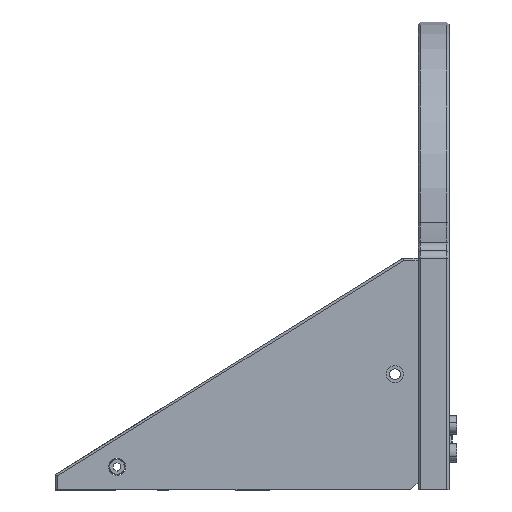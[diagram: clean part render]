
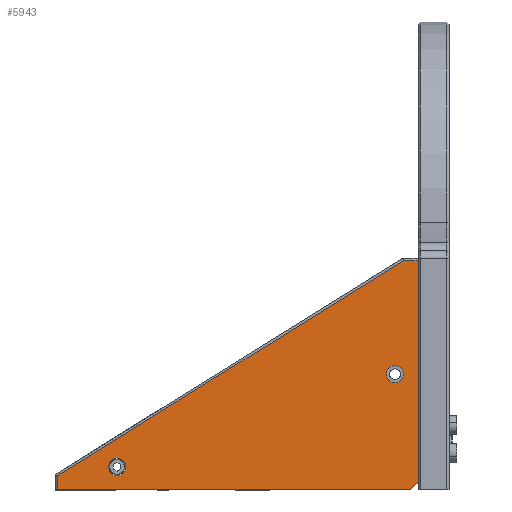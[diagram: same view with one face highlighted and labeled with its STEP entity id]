
A CAD part, front view. The second image highlights one B-rep face of the part: STEP entity #5943.
In plain terms, the highlighted planar face has unit normal (0, -1, 0).
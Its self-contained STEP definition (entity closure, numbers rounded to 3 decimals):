
#276 = CIRCLE ( 'NONE', #451, 5.5 ) ;
#341 = CARTESIAN_POINT ( 'NONE',  ( -518.02, -165., -173.066 ) ) ;
#451 = AXIS2_PLACEMENT_3D ( 'NONE', #8199, #3209, #9807 ) ;
#595 = LINE ( 'NONE', #7700, #5288 ) ;
#935 = CARTESIAN_POINT ( 'NONE',  ( -294.091, -165., -24.566 ) ) ;
#1073 = VERTEX_POINT ( 'NONE', #4576 ) ;
#1092 = EDGE_CURVE ( 'NONE', #1073, #1164, #1418, .T. ) ;
#1150 = ORIENTED_EDGE ( 'NONE', *, *, #4459, .F. ) ;
#1164 = VERTEX_POINT ( 'NONE', #935 ) ;
#1197 = EDGE_CURVE ( 'NONE', #9826, #2630, #276, .T. ) ;
#1373 = DIRECTION ( 'NONE',  ( -1., 0., 0. ) ) ;
#1418 = LINE ( 'NONE', #8620, #3305 ) ;
#1514 = VECTOR ( 'NONE', #4694, 1000. ) ;
#1581 = EDGE_CURVE ( 'NONE', #3525, #8924, #4324, .T. ) ;
#1626 = LINE ( 'NONE', #6513, #5040 ) ;
#1692 = CARTESIAN_POINT ( 'NONE',  ( -289.52, -165., -173.066 ) ) ;
#1783 = EDGE_CURVE ( 'NONE', #3356, #7978, #2235, .T. ) ;
#1900 = EDGE_CURVE ( 'NONE', #2630, #9826, #9695, .T. ) ;
#2067 = CARTESIAN_POINT ( 'NONE',  ( -299.52, -165., -98.066 ) ) ;
#2131 = CARTESIAN_POINT ( 'NONE',  ( -519.52, -165., -173.066 ) ) ;
#2160 = EDGE_LOOP ( 'NONE', ( #3134, #9331 ) ) ;
#2235 = LINE ( 'NONE', #5394, #7359 ) ;
#2265 = FACE_BOUND ( 'NONE', #9356, .T. ) ;
#2344 = DIRECTION ( 'NONE',  ( 0., -1., 0. ) ) ;
#2630 = VERTEX_POINT ( 'NONE', #7047 ) ;
#2704 = CARTESIAN_POINT ( 'NONE',  ( -518.02, -165., -163.9 ) ) ;
#2942 = FACE_BOUND ( 'NONE', #2160, .T. ) ;
#2954 = CARTESIAN_POINT ( 'NONE',  ( -287.02, -165., -170.566 ) ) ;
#2974 = DIRECTION ( 'NONE',  ( 1., 0., 0. ) ) ;
#3038 = ORIENTED_EDGE ( 'NONE', *, *, #1581, .F. ) ;
#3134 = ORIENTED_EDGE ( 'NONE', *, *, #1900, .F. ) ;
#3209 = DIRECTION ( 'NONE',  ( 0., -1., 0. ) ) ;
#3305 = VECTOR ( 'NONE', #1373, 1000. ) ;
#3356 = VERTEX_POINT ( 'NONE', #2704 ) ;
#3525 = VERTEX_POINT ( 'NONE', #9269 ) ;
#3715 = VERTEX_POINT ( 'NONE', #1692 ) ;
#3781 = PLANE ( 'NONE',  #8430 ) ;
#3904 = DIRECTION ( 'NONE',  ( 1., 0., 0. ) ) ;
#3929 = EDGE_CURVE ( 'NONE', #1164, #3356, #1626, .T. ) ;
#4324 = CIRCLE ( 'NONE', #10178, 5.5 ) ;
#4459 = EDGE_CURVE ( 'NONE', #8924, #3525, #9393, .T. ) ;
#4484 = EDGE_CURVE ( 'NONE', #3715, #8548, #6907, .T. ) ;
#4543 = ORIENTED_EDGE ( 'NONE', *, *, #4484, .T. ) ;
#4576 = CARTESIAN_POINT ( 'NONE',  ( -284.52, -165., -24.566 ) ) ;
#4597 = DIRECTION ( 'NONE',  ( 0., 0., -1. ) ) ;
#4626 = ORIENTED_EDGE ( 'NONE', *, *, #1092, .T. ) ;
#4694 = DIRECTION ( 'NONE',  ( 0.707, 0., 0.707 ) ) ;
#4959 = CARTESIAN_POINT ( 'NONE',  ( -479.52, -165., -158.066 ) ) ;
#5040 = VECTOR ( 'NONE', #8042, 1000. ) ;
#5047 = AXIS2_PLACEMENT_3D ( 'NONE', #2067, #10139, #3904 ) ;
#5213 = EDGE_CURVE ( 'NONE', #7978, #3715, #7921, .T. ) ;
#5260 = DIRECTION ( 'NONE',  ( 1., 0., 0. ) ) ;
#5288 = VECTOR ( 'NONE', #9375, 1000. ) ;
#5300 = CARTESIAN_POINT ( 'NONE',  ( -294.02, -165., -98.066 ) ) ;
#5394 = CARTESIAN_POINT ( 'NONE',  ( -518.02, -165., -173.066 ) ) ;
#5473 = FACE_OUTER_BOUND ( 'NONE', #7669, .T. ) ;
#5612 = DIRECTION ( 'NONE',  ( 0., -1., 0. ) ) ;
#5751 = DIRECTION ( 'NONE',  ( 1., 0., 0. ) ) ;
#5943 = ADVANCED_FACE ( 'NONE', ( #2942, #2265, #5473 ), #3781, .T. ) ;
#6308 = CARTESIAN_POINT ( 'NONE',  ( -284.52, -165., -173.066 ) ) ;
#6397 = CARTESIAN_POINT ( 'NONE',  ( -299.52, -165., -98.066 ) ) ;
#6513 = CARTESIAN_POINT ( 'NONE',  ( -518.728, -165., -164.34 ) ) ;
#6517 = AXIS2_PLACEMENT_3D ( 'NONE', #4959, #2344, #5751 ) ;
#6907 = LINE ( 'NONE', #2954, #1514 ) ;
#7047 = CARTESIAN_POINT ( 'NONE',  ( -474.02, -165., -158.066 ) ) ;
#7359 = VECTOR ( 'NONE', #4597, 1000. ) ;
#7451 = ORIENTED_EDGE ( 'NONE', *, *, #9824, .T. ) ;
#7669 = EDGE_LOOP ( 'NONE', ( #10124, #9632, #8002, #4543, #7451, #4626 ) ) ;
#7700 = CARTESIAN_POINT ( 'NONE',  ( -284.52, -165., -173.066 ) ) ;
#7857 = CARTESIAN_POINT ( 'NONE',  ( -485.02, -165., -158.066 ) ) ;
#7921 = LINE ( 'NONE', #2131, #8586 ) ;
#7978 = VERTEX_POINT ( 'NONE', #341 ) ;
#8002 = ORIENTED_EDGE ( 'NONE', *, *, #5213, .T. ) ;
#8042 = DIRECTION ( 'NONE',  ( -0.849, 0., -0.528 ) ) ;
#8079 = DIRECTION ( 'NONE',  ( 1., 0., 0. ) ) ;
#8199 = CARTESIAN_POINT ( 'NONE',  ( -479.52, -165., -158.066 ) ) ;
#8430 = AXIS2_PLACEMENT_3D ( 'NONE', #6308, #8520, #5260 ) ;
#8520 = DIRECTION ( 'NONE',  ( 0., -1., 0. ) ) ;
#8548 = VERTEX_POINT ( 'NONE', #9653 ) ;
#8586 = VECTOR ( 'NONE', #2974, 1000. ) ;
#8620 = CARTESIAN_POINT ( 'NONE',  ( -294.52, -165., -24.566 ) ) ;
#8924 = VERTEX_POINT ( 'NONE', #5300 ) ;
#9269 = CARTESIAN_POINT ( 'NONE',  ( -305.02, -165., -98.066 ) ) ;
#9331 = ORIENTED_EDGE ( 'NONE', *, *, #1197, .F. ) ;
#9356 = EDGE_LOOP ( 'NONE', ( #1150, #3038 ) ) ;
#9375 = DIRECTION ( 'NONE',  ( 0., 0., 1. ) ) ;
#9393 = CIRCLE ( 'NONE', #5047, 5.5 ) ;
#9632 = ORIENTED_EDGE ( 'NONE', *, *, #1783, .T. ) ;
#9653 = CARTESIAN_POINT ( 'NONE',  ( -284.52, -165., -168.066 ) ) ;
#9695 = CIRCLE ( 'NONE', #6517, 5.5 ) ;
#9807 = DIRECTION ( 'NONE',  ( 1., 0., 0. ) ) ;
#9824 = EDGE_CURVE ( 'NONE', #8548, #1073, #595, .T. ) ;
#9826 = VERTEX_POINT ( 'NONE', #7857 ) ;
#10124 = ORIENTED_EDGE ( 'NONE', *, *, #3929, .T. ) ;
#10139 = DIRECTION ( 'NONE',  ( 0., -1., 0. ) ) ;
#10178 = AXIS2_PLACEMENT_3D ( 'NONE', #6397, #5612, #8079 ) ;
